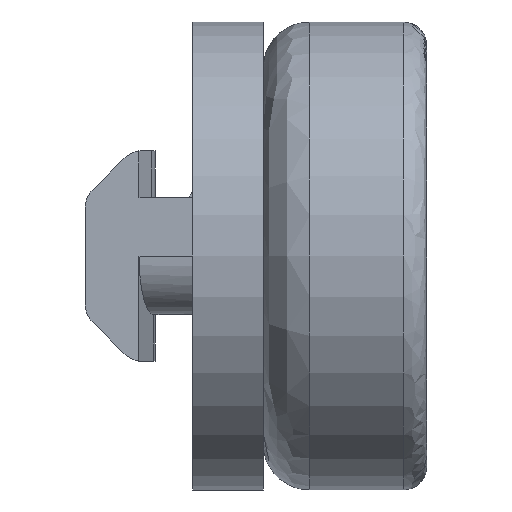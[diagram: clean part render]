
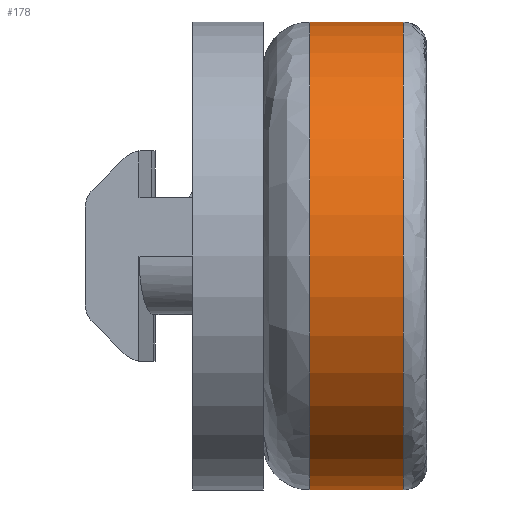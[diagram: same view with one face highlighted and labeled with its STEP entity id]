
A CAD part, left-side view. The second image highlights one B-rep face of the part: STEP entity #178.
In plain terms, the highlighted cylindrical face has radius 10 mm (diameter 20 mm), a partial arc.
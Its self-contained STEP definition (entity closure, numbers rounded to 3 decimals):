
#69 = CARTESIAN_POINT ( 'NONE',  ( -35., -5., 10. ) ) ;
#178 = ADVANCED_FACE ( 'NONE', ( #340 ), #1792, .T. ) ;
#199 = VERTEX_POINT ( 'NONE', #250 ) ;
#227 = VERTEX_POINT ( 'NONE', #69 ) ;
#250 = CARTESIAN_POINT ( 'NONE',  ( -35., -9., 10. ) ) ;
#252 = DIRECTION ( 'NONE',  ( 0., 1., 0. ) ) ;
#253 = ORIENTED_EDGE ( 'NONE', *, *, #1769, .F. ) ;
#277 = CARTESIAN_POINT ( 'NONE',  ( -35., -3., 10. ) ) ;
#340 = FACE_OUTER_BOUND ( 'NONE', #832, .T. ) ;
#435 = LINE ( 'NONE', #1119, #630 ) ;
#602 = CIRCLE ( 'NONE', #2076, 10. ) ;
#630 = VECTOR ( 'NONE', #1535, 1000. ) ;
#661 = DIRECTION ( 'NONE',  ( 0., 1., 0. ) ) ;
#826 = ORIENTED_EDGE ( 'NONE', *, *, #2423, .F. ) ;
#832 = EDGE_LOOP ( 'NONE', ( #253, #1442, #2041, #826 ) ) ;
#1008 = DIRECTION ( 'NONE',  ( 0., 0., 1. ) ) ;
#1011 = CARTESIAN_POINT ( 'NONE',  ( -35., -9., 0. ) ) ;
#1096 = VERTEX_POINT ( 'NONE', #1709 ) ;
#1119 = CARTESIAN_POINT ( 'NONE',  ( -35., -3., -10. ) ) ;
#1126 = VERTEX_POINT ( 'NONE', #1147 ) ;
#1147 = CARTESIAN_POINT ( 'NONE',  ( -35., -5., -10. ) ) ;
#1149 = VECTOR ( 'NONE', #661, 1000. ) ;
#1206 = DIRECTION ( 'NONE',  ( 0., 0., 1. ) ) ;
#1241 = LINE ( 'NONE', #277, #1149 ) ;
#1377 = DIRECTION ( 'NONE',  ( 0., 0., 1. ) ) ;
#1392 = CARTESIAN_POINT ( 'NONE',  ( -35., -5., 0. ) ) ;
#1435 = EDGE_CURVE ( 'NONE', #1096, #199, #602, .T. ) ;
#1442 = ORIENTED_EDGE ( 'NONE', *, *, #1435, .T. ) ;
#1535 = DIRECTION ( 'NONE',  ( 0., 1., 0. ) ) ;
#1556 = EDGE_CURVE ( 'NONE', #199, #227, #1241, .T. ) ;
#1582 = AXIS2_PLACEMENT_3D ( 'NONE', #2312, #1761, #1377 ) ;
#1709 = CARTESIAN_POINT ( 'NONE',  ( -35., -9., -10. ) ) ;
#1754 = AXIS2_PLACEMENT_3D ( 'NONE', #1392, #2167, #1008 ) ;
#1761 = DIRECTION ( 'NONE',  ( 0., 1., 0. ) ) ;
#1769 = EDGE_CURVE ( 'NONE', #1096, #1126, #435, .T. ) ;
#1792 = CYLINDRICAL_SURFACE ( 'NONE', #1582, 10. ) ;
#2041 = ORIENTED_EDGE ( 'NONE', *, *, #1556, .T. ) ;
#2076 = AXIS2_PLACEMENT_3D ( 'NONE', #1011, #252, #1206 ) ;
#2167 = DIRECTION ( 'NONE',  ( 0., 1., 0. ) ) ;
#2307 = CIRCLE ( 'NONE', #1754, 10. ) ;
#2312 = CARTESIAN_POINT ( 'NONE',  ( -35., -3., 0. ) ) ;
#2423 = EDGE_CURVE ( 'NONE', #1126, #227, #2307, .T. ) ;
